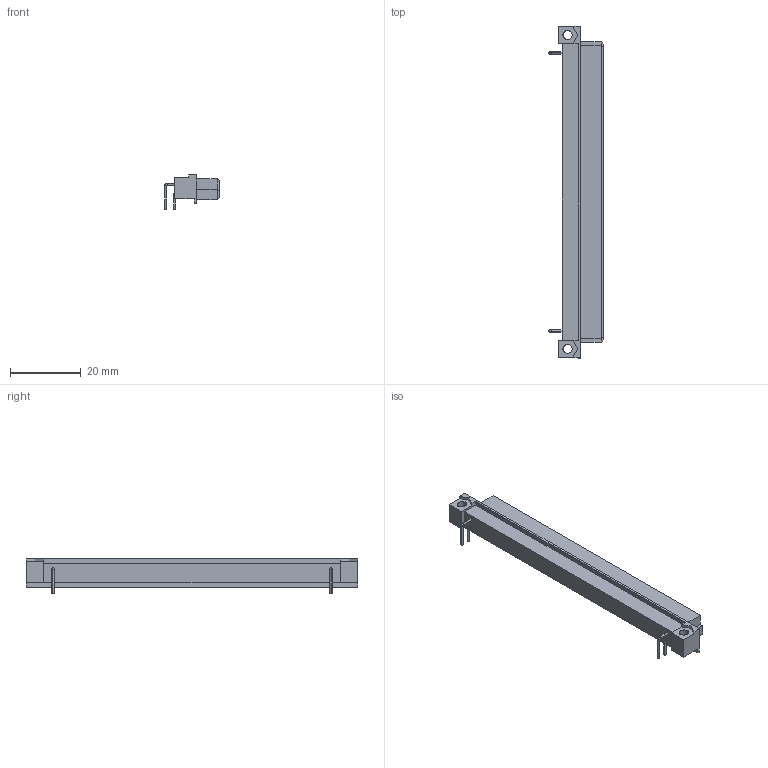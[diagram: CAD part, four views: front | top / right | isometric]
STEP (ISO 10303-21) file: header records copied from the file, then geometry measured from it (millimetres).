
FILE_DESCRIPTION((''),'2;1');
FILE_NAME('HARTING_09 72 264 6801.stp','2014-03-18T12:30:05',(''),(''),'Mechanical Desktop 2011','Mechanical Desktop 2011',', , ');
FILE_SCHEMA(('AUTOMOTIVE_DESIGN { 1 2 10303 214 1 1 1 1 }'));
Length unit declared in the file: millimetre
Products named in the file (1): Product
Bounding box: 15.48 x 94 x 9.7 mm (x, y, z)
Volume: 6091.4 mm3; surface area: 3892.7 mm2
Topology: 5 solids, 5 shells, 105 faces, 246 edges, 156 vertices
Faces by surface type: plane 77, cylinder 20, torus 8
Entity records: 3012 total; most frequent: CARTESIAN_POINT 508, DIRECTION 506, ORIENTED_EDGE 492, EDGE_CURVE 246, VECTOR 198, LINE 198, VERTEX_POINT 156, AXIS2_PLACEMENT_3D 154
